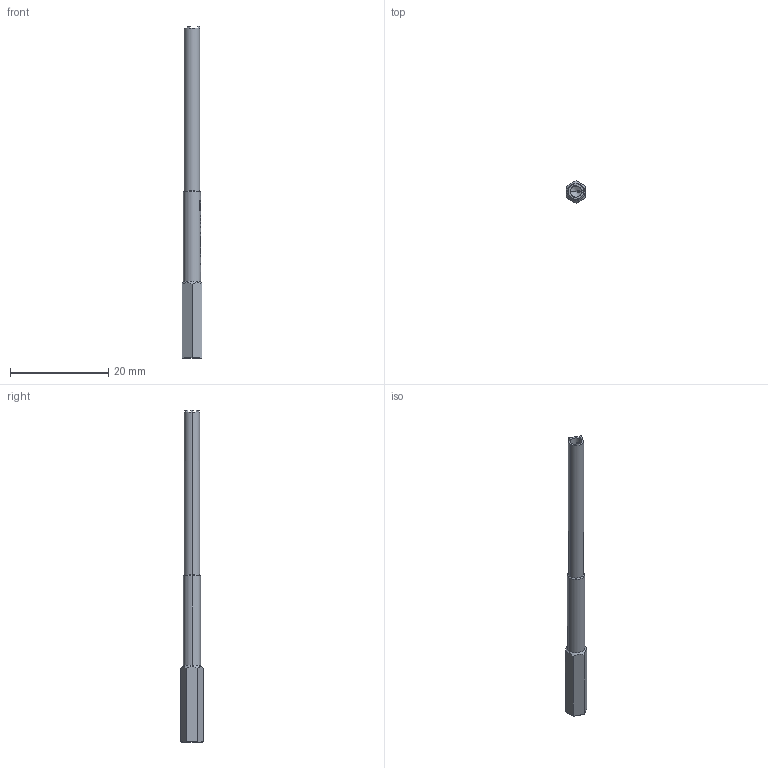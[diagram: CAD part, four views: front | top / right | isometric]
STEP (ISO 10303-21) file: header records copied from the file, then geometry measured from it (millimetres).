
FILE_DESCRIPTION (( 'STEP AP214' ), '1' );
FILE_NAME ('MOD-1007308-BIT732SP1.STEP', '2023-01-23T11:06:23', ( '' ), ( '' ), 'SwSTEP 2.0', 'SolidWorks 2020', '' );
FILE_SCHEMA (( 'AUTOMOTIVE_DESIGN' ));
Length unit declared in the file: millimetre
Products named in the file (1): MOD-1007308-BIT732SP1
Bounding box: 4 x 4.62 x 67.5 mm (x, y, z)
Volume: 590.2 mm3; surface area: 855.7 mm2
Topology: 1 solids, 1 shells, 207 faces, 582 edges, 379 vertices
Faces by surface type: plane 107, bspline 62, cylinder 32, cone 6
Entity records: 11846 total; most frequent: CARTESIAN_POINT 7039, ORIENTED_EDGE 1160, DIRECTION 746, EDGE_CURVE 580, VERTEX_POINT 379, AXIS2_PLACEMENT_3D 252, LINE 242, VECTOR 242
